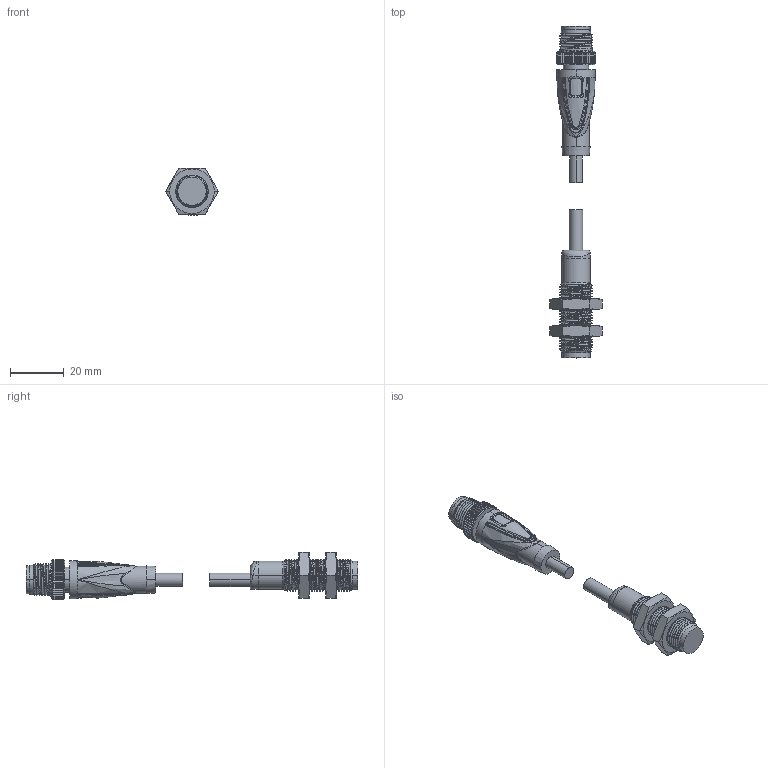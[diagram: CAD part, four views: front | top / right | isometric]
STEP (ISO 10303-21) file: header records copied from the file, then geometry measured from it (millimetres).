
FILE_DESCRIPTION((''),'2;1');
FILE_NAME('DM_CAD-B0D7A_ASM','2016-04-01T',('Creinig-se'),(''),'PRO/ENGINEER BY PARAMETRIC TECHNOLOGY CORPORATION, 2015440','PRO/ENGINEER BY PARAMETRIC TECHNOLOGY CORPORATION, 2015440','');
FILE_SCHEMA(('CONFIG_CONTROL_DESIGN'));
Length unit declared in the file: inch
Products named in the file (5): DM_CAD-B0D7A_13754; DM_CAD-B0D7A_13842; DM_CAD-B0D7A_35342; DM_CAD-B0D7A_905491_ASM; DM_CAD-B0D7A_ASM
Assembly tree (4 placements, depth 3):
  DM_CAD-B0D7A_ASM
    DM_CAD-B0D7A_905491_ASM
      DM_CAD-B0D7A_13754
      DM_CAD-B0D7A_13842
      DM_CAD-B0D7A_35342
Bounding box: 19.63 x 123.2 x 17.6 mm (x, y, z)
Volume: 8060.5 mm3; surface area: 8128.9 mm2
Topology: 3 solids, 3 shells, 565 faces, 1409 edges, 859 vertices
Faces by surface type: plane 229, cylinder 159, bspline 122, cone 33, torus 12, sphere 10
Entity records: 37966 total; most frequent: CARTESIAN_POINT 20184, ORIENTED_EDGE 2790, DIRECTION 2350, PRESENTATION_STYLE_ASSIGNMENT 1479, STYLED_ITEM 1398, CURVE_STYLE 1395, EDGE_CURVE 1395, AXIS2_PLACEMENT_3D 919
